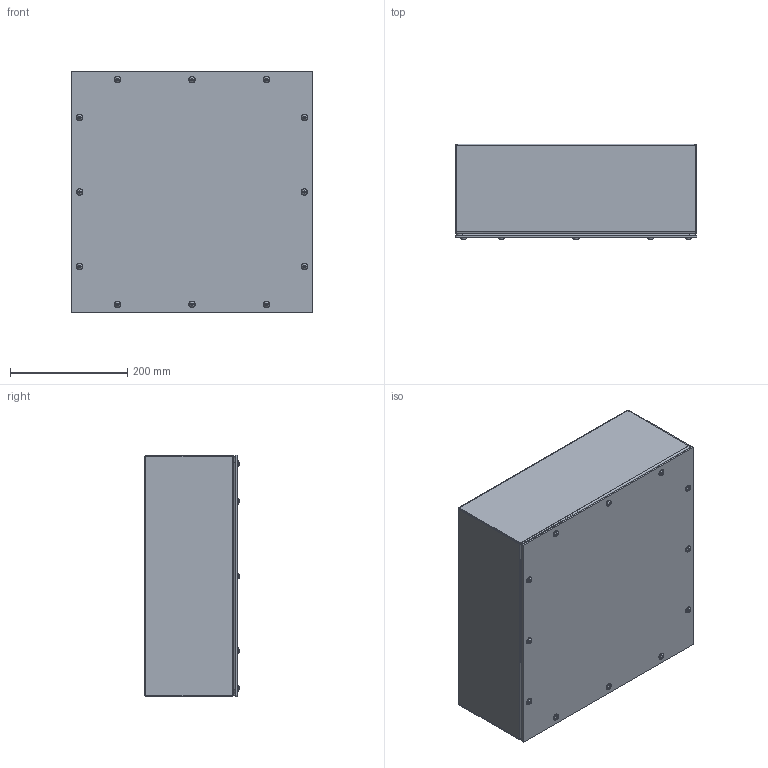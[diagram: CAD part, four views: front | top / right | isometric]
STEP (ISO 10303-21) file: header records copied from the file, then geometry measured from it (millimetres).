
FILE_DESCRIPTION (( 'STEP AP214' ), '1' );
FILE_NAME ('C3SC16166GY.STEP', '2023-06-21T10:16:13', ( '' ), ( '' ), 'SwSTEP 2.0', 'SolidWorks 2021', '' );
FILE_SCHEMA (( 'AUTOMOTIVE_DESIGN' ));
Length unit declared in the file: inch
Products named in the file (1): C3SC16166GY
Bounding box: 411.18 x 162.56 x 411.18 mm (x, y, z)
Volume: 2148352 mm3; surface area: 2167872.2 mm2
Topology: 40 solids, 41 shells, 1310 faces, 3340 edges, 2180 vertices
Faces by surface type: plane 842, cylinder 228, cone 140, bspline 88, torus 12
Full cylindrical faces by diameter (mm): 3.759 x12, 4.039 x12, 4.064 x12, 4.826 x12, 6.096 x12, 6.35 x12, 6.985 x12, 9.906 x12, 11.176 x12
Entity records: 42523 total; most frequent: CARTESIAN_POINT 11963, ORIENTED_EDGE 6224, DIRECTION 5778, EDGE_CURVE 3112, VERTEX_POINT 2120, AXIS2_PLACEMENT_3D 1999, LINE 1780, VECTOR 1780
